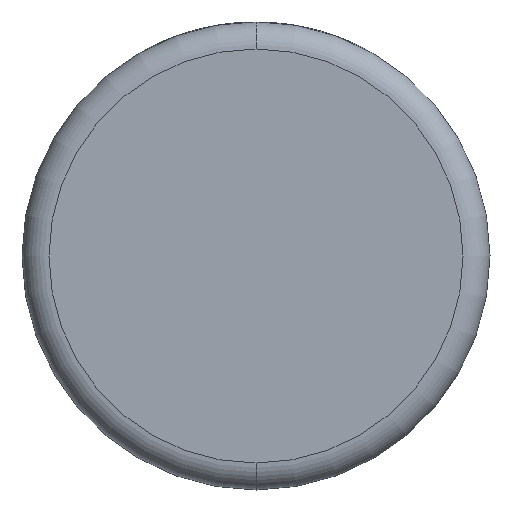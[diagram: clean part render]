
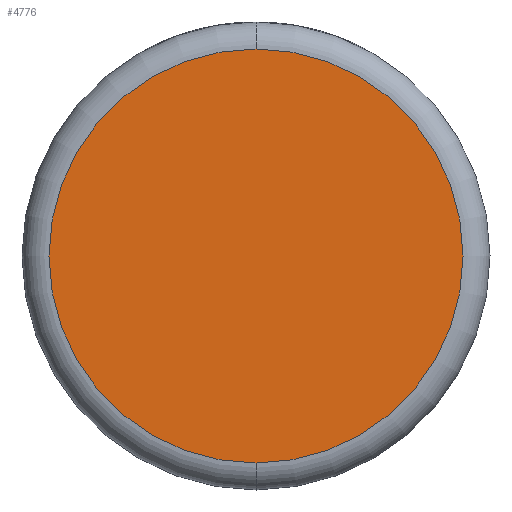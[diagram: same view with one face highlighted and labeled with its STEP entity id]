
A CAD part, front view. The second image highlights one B-rep face of the part: STEP entity #4776.
In plain terms, the highlighted planar face has unit normal (0, -1, 0).
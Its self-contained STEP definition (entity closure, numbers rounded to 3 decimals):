
#519 = EDGE_CURVE ( 'NONE', #1625, #4345, #4379, .T. ) ;
#655 = DIRECTION ( 'NONE',  ( 0., -1., 0. ) ) ;
#925 = EDGE_LOOP ( 'NONE', ( #3975, #2232 ) ) ;
#940 = CARTESIAN_POINT ( 'NONE',  ( 0., 0., -18.138 ) ) ;
#1005 = DIRECTION ( 'NONE',  ( 0., 0., 1. ) ) ;
#1022 = CARTESIAN_POINT ( 'NONE',  ( 0., 0., 0. ) ) ;
#1348 = CARTESIAN_POINT ( 'NONE',  ( 0., 0., 0. ) ) ;
#1435 = PLANE ( 'NONE',  #2972 ) ;
#1625 = VERTEX_POINT ( 'NONE', #1907 ) ;
#1762 = EDGE_CURVE ( 'NONE', #4345, #1625, #3485, .T. ) ;
#1774 = DIRECTION ( 'NONE',  ( 0., 1., 0. ) ) ;
#1907 = CARTESIAN_POINT ( 'NONE',  ( 0., 0., 18.138 ) ) ;
#2232 = ORIENTED_EDGE ( 'NONE', *, *, #1762, .T. ) ;
#2440 = AXIS2_PLACEMENT_3D ( 'NONE', #1022, #655, #1005 ) ;
#2650 = CARTESIAN_POINT ( 'NONE',  ( 0., 0., 0. ) ) ;
#2972 = AXIS2_PLACEMENT_3D ( 'NONE', #2650, #1774, #3281 ) ;
#3232 = DIRECTION ( 'NONE',  ( 0., 0., 1. ) ) ;
#3281 = DIRECTION ( 'NONE',  ( 0., 0., 1. ) ) ;
#3485 = CIRCLE ( 'NONE', #3994, 18.138 ) ;
#3975 = ORIENTED_EDGE ( 'NONE', *, *, #519, .T. ) ;
#3994 = AXIS2_PLACEMENT_3D ( 'NONE', #1348, #4309, #3232 ) ;
#4309 = DIRECTION ( 'NONE',  ( 0., -1., 0. ) ) ;
#4345 = VERTEX_POINT ( 'NONE', #940 ) ;
#4379 = CIRCLE ( 'NONE', #2440, 18.138 ) ;
#4697 = FACE_OUTER_BOUND ( 'NONE', #925, .T. ) ;
#4776 = ADVANCED_FACE ( 'NONE', ( #4697 ), #1435, .F. ) ;
